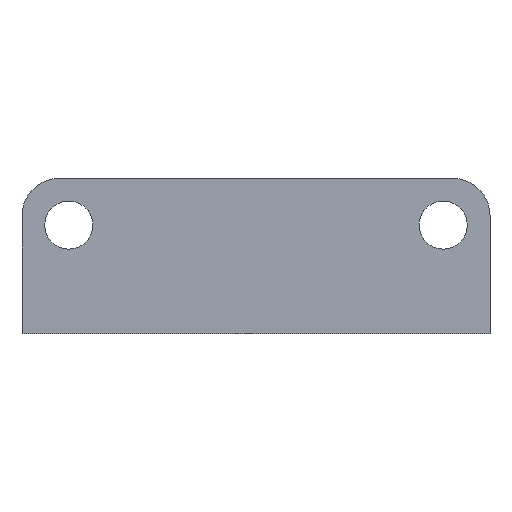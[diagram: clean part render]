
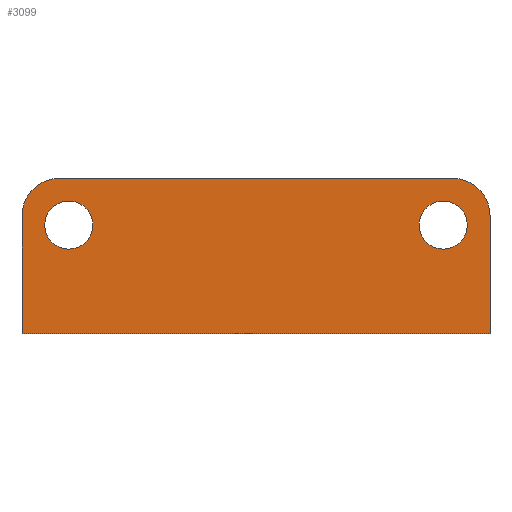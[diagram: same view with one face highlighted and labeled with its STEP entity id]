
A CAD part, front view. The second image highlights one B-rep face of the part: STEP entity #3099.
In plain terms, the highlighted planar face has unit normal (0, -1, 0).
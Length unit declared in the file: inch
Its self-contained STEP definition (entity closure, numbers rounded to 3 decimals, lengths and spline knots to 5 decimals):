
#51 = CIRCLE ( 'NONE', #3409, 0.06425 ) ;
#184 = CARTESIAN_POINT ( 'NONE',  ( 0.1, 0., 0. ) ) ;
#206 = VECTOR ( 'NONE', #635, 39.37008 ) ;
#210 = VERTEX_POINT ( 'NONE', #184 ) ;
#250 = ORIENTED_EDGE ( 'NONE', *, *, #3757, .T. ) ;
#373 = CARTESIAN_POINT ( 'NONE',  ( 0.125, 0., -0.125 ) ) ;
#445 = PLANE ( 'NONE',  #857 ) ;
#611 = VERTEX_POINT ( 'NONE', #2579 ) ;
#635 = DIRECTION ( 'NONE',  ( 1., 0., 0. ) ) ;
#643 = EDGE_LOOP ( 'NONE', ( #1566, #1708, #1354, #3349, #250, #854 ) ) ;
#671 = CIRCLE ( 'NONE', #2861, 0.06425 ) ;
#702 = LINE ( 'NONE', #3322, #3912 ) ;
#787 = CARTESIAN_POINT ( 'NONE',  ( 1.125, 0., -0.125 ) ) ;
#792 = AXIS2_PLACEMENT_3D ( 'NONE', #1408, #1749, #2380 ) ;
#854 = ORIENTED_EDGE ( 'NONE', *, *, #1352, .T. ) ;
#857 = AXIS2_PLACEMENT_3D ( 'NONE', #4261, #3348, #3407 ) ;
#996 = DIRECTION ( 'NONE',  ( 0., -1., 0. ) ) ;
#1042 = DIRECTION ( 'NONE',  ( 1., 0., 0. ) ) ;
#1074 = VERTEX_POINT ( 'NONE', #4078 ) ;
#1185 = DIRECTION ( 'NONE',  ( 0., 0., -1. ) ) ;
#1296 = EDGE_CURVE ( 'NONE', #2144, #4227, #2267, .T. ) ;
#1310 = CARTESIAN_POINT ( 'NONE',  ( 0., 0., -0.415 ) ) ;
#1331 = VERTEX_POINT ( 'NONE', #2336 ) ;
#1334 = EDGE_CURVE ( 'NONE', #210, #4227, #702, .T. ) ;
#1352 = EDGE_CURVE ( 'NONE', #3108, #1775, #2679, .T. ) ;
#1354 = ORIENTED_EDGE ( 'NONE', *, *, #1334, .F. ) ;
#1357 = ORIENTED_EDGE ( 'NONE', *, *, #1922, .F. ) ;
#1377 = CARTESIAN_POINT ( 'NONE',  ( 1.15, 0., 0. ) ) ;
#1408 = CARTESIAN_POINT ( 'NONE',  ( 1.125, 0., -0.125 ) ) ;
#1419 = AXIS2_PLACEMENT_3D ( 'NONE', #787, #1446, #3426 ) ;
#1446 = DIRECTION ( 'NONE',  ( 0., -1., 0. ) ) ;
#1552 = VECTOR ( 'NONE', #4096, 39.37008 ) ;
#1566 = ORIENTED_EDGE ( 'NONE', *, *, #1872, .F. ) ;
#1616 = DIRECTION ( 'NONE',  ( 0., -1., 0. ) ) ;
#1638 = VECTOR ( 'NONE', #1765, 39.37008 ) ;
#1708 = ORIENTED_EDGE ( 'NONE', *, *, #1296, .T. ) ;
#1749 = DIRECTION ( 'NONE',  ( 0., -1., 0. ) ) ;
#1765 = DIRECTION ( 'NONE',  ( 0., 0., -1. ) ) ;
#1775 = VERTEX_POINT ( 'NONE', #3230 ) ;
#1872 = EDGE_CURVE ( 'NONE', #2144, #1775, #2437, .T. ) ;
#1922 = EDGE_CURVE ( 'NONE', #1331, #611, #3542, .T. ) ;
#1939 = CARTESIAN_POINT ( 'NONE',  ( 1.15, 0., -0.1 ) ) ;
#1961 = DIRECTION ( 'NONE',  ( 0., -1., 0. ) ) ;
#1989 = CARTESIAN_POINT ( 'NONE',  ( 0., 0., -0.1 ) ) ;
#1992 = EDGE_CURVE ( 'NONE', #1074, #3352, #51, .T. ) ;
#2013 = EDGE_CURVE ( 'NONE', #210, #3554, #3138, .T. ) ;
#2108 = EDGE_CURVE ( 'NONE', #3352, #1074, #671, .T. ) ;
#2144 = VERTEX_POINT ( 'NONE', #2372 ) ;
#2210 = EDGE_LOOP ( 'NONE', ( #3078, #2398 ) ) ;
#2267 = CIRCLE ( 'NONE', #4055, 0.1 ) ;
#2292 = CARTESIAN_POINT ( 'NONE',  ( 0., 0., -0.415 ) ) ;
#2336 = CARTESIAN_POINT ( 'NONE',  ( 1.125, 0., -0.18925 ) ) ;
#2372 = CARTESIAN_POINT ( 'NONE',  ( 1.25, 0., -0.1 ) ) ;
#2380 = DIRECTION ( 'NONE',  ( 0., 0., -1. ) ) ;
#2394 = ORIENTED_EDGE ( 'NONE', *, *, #3117, .F. ) ;
#2398 = ORIENTED_EDGE ( 'NONE', *, *, #2108, .F. ) ;
#2437 = LINE ( 'NONE', #3466, #1552 ) ;
#2520 = CARTESIAN_POINT ( 'NONE',  ( 0., 0., 0. ) ) ;
#2523 = DIRECTION ( 'NONE',  ( 0., 0., -1. ) ) ;
#2579 = CARTESIAN_POINT ( 'NONE',  ( 1.125, 0., -0.06075 ) ) ;
#2679 = LINE ( 'NONE', #2292, #206 ) ;
#2820 = LINE ( 'NONE', #2520, #1638 ) ;
#2861 = AXIS2_PLACEMENT_3D ( 'NONE', #373, #1961, #4011 ) ;
#2962 = DIRECTION ( 'NONE',  ( 0., 0., -1. ) ) ;
#3073 = FACE_OUTER_BOUND ( 'NONE', #643, .T. ) ;
#3078 = ORIENTED_EDGE ( 'NONE', *, *, #1992, .F. ) ;
#3099 = ADVANCED_FACE ( 'NONE', ( #3666, #4019, #3073 ), #445, .T. ) ;
#3108 = VERTEX_POINT ( 'NONE', #1310 ) ;
#3117 = EDGE_CURVE ( 'NONE', #611, #1331, #4087, .T. ) ;
#3138 = CIRCLE ( 'NONE', #3891, 0.1 ) ;
#3212 = CARTESIAN_POINT ( 'NONE',  ( 0.1, 0., -0.1 ) ) ;
#3230 = CARTESIAN_POINT ( 'NONE',  ( 1.25, 0., -0.415 ) ) ;
#3237 = CARTESIAN_POINT ( 'NONE',  ( 0.125, 0., -0.18925 ) ) ;
#3253 = EDGE_LOOP ( 'NONE', ( #2394, #1357 ) ) ;
#3322 = CARTESIAN_POINT ( 'NONE',  ( 0., 0., 0. ) ) ;
#3348 = DIRECTION ( 'NONE',  ( 0., -1., 0. ) ) ;
#3349 = ORIENTED_EDGE ( 'NONE', *, *, #2013, .T. ) ;
#3352 = VERTEX_POINT ( 'NONE', #3237 ) ;
#3407 = DIRECTION ( 'NONE',  ( 0., 0., -1. ) ) ;
#3409 = AXIS2_PLACEMENT_3D ( 'NONE', #3487, #1616, #1185 ) ;
#3426 = DIRECTION ( 'NONE',  ( 0., 0., -1. ) ) ;
#3466 = CARTESIAN_POINT ( 'NONE',  ( 1.25, 0., 0. ) ) ;
#3487 = CARTESIAN_POINT ( 'NONE',  ( 0.125, 0., -0.125 ) ) ;
#3542 = CIRCLE ( 'NONE', #1419, 0.06425 ) ;
#3554 = VERTEX_POINT ( 'NONE', #1989 ) ;
#3666 = FACE_BOUND ( 'NONE', #2210, .T. ) ;
#3757 = EDGE_CURVE ( 'NONE', #3554, #3108, #2820, .T. ) ;
#3877 = DIRECTION ( 'NONE',  ( 0., -1., 0. ) ) ;
#3891 = AXIS2_PLACEMENT_3D ( 'NONE', #3212, #3877, #2523 ) ;
#3912 = VECTOR ( 'NONE', #1042, 39.37008 ) ;
#4011 = DIRECTION ( 'NONE',  ( 0., 0., -1. ) ) ;
#4019 = FACE_BOUND ( 'NONE', #3253, .T. ) ;
#4055 = AXIS2_PLACEMENT_3D ( 'NONE', #1939, #996, #2962 ) ;
#4078 = CARTESIAN_POINT ( 'NONE',  ( 0.125, 0., -0.06075 ) ) ;
#4087 = CIRCLE ( 'NONE', #792, 0.06425 ) ;
#4096 = DIRECTION ( 'NONE',  ( 0., 0., -1. ) ) ;
#4227 = VERTEX_POINT ( 'NONE', #1377 ) ;
#4261 = CARTESIAN_POINT ( 'NONE',  ( 0., 0., 0. ) ) ;
